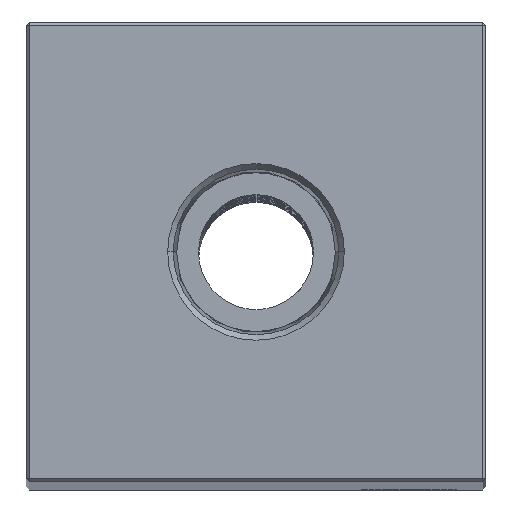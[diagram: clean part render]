
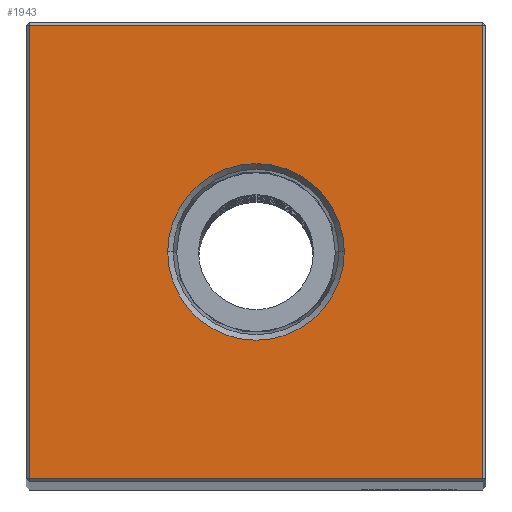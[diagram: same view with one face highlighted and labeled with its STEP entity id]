
A CAD part, top view. The second image highlights one B-rep face of the part: STEP entity #1943.
In plain terms, the highlighted planar face has unit normal (0, 0, 1).
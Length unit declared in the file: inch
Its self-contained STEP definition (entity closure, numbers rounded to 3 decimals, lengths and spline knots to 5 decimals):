
#453 = VECTOR ( 'NONE', #17707, 39.37008 ) ;
#652 = DIRECTION ( 'NONE',  ( 0., -1., 0. ) ) ;
#974 = EDGE_LOOP ( 'NONE', ( #19936, #14104 ) ) ;
#1078 = DIRECTION ( 'NONE',  ( 1., 0., 0. ) ) ;
#1943 = ADVANCED_FACE ( 'NONE', ( #9689, #11545 ), #18074, .F. ) ;
#2053 = LINE ( 'NONE', #10689, #8093 ) ;
#2157 = DIRECTION ( 'NONE',  ( 0., 0., 1. ) ) ;
#3200 = CARTESIAN_POINT ( 'NONE',  ( 0., -0.74, 15.25 ) ) ;
#3491 = DIRECTION ( 'NONE',  ( 0., 0., 1. ) ) ;
#3555 = VERTEX_POINT ( 'NONE', #21400 ) ;
#4343 = EDGE_CURVE ( 'NONE', #22289, #18886, #15418, .T. ) ;
#4488 = EDGE_CURVE ( 'NONE', #18886, #19109, #10278, .T. ) ;
#4646 = CARTESIAN_POINT ( 'NONE',  ( -0.74, 0., 15.25 ) ) ;
#4784 = CARTESIAN_POINT ( 'NONE',  ( 0.74, -0.74, 15.25 ) ) ;
#6320 = CARTESIAN_POINT ( 'NONE',  ( 0.288, 0., 15.25 ) ) ;
#6455 = DIRECTION ( 'NONE',  ( -1., 0., 0. ) ) ;
#6832 = DIRECTION ( 'NONE',  ( 1., 0., 0. ) ) ;
#7027 = EDGE_CURVE ( 'NONE', #19109, #18171, #24449, .T. ) ;
#7307 = DIRECTION ( 'NONE',  ( -1., 0., 0. ) ) ;
#7510 = AXIS2_PLACEMENT_3D ( 'NONE', #24854, #3491, #1078 ) ;
#7744 = DIRECTION ( 'NONE',  ( 1., 0., 0. ) ) ;
#8063 = EDGE_CURVE ( 'NONE', #18538, #3555, #27121, .T. ) ;
#8093 = VECTOR ( 'NONE', #6455, 39.37008 ) ;
#8964 = ORIENTED_EDGE ( 'NONE', *, *, #4343, .T. ) ;
#9420 = CARTESIAN_POINT ( 'NONE',  ( 0., 0., 15.25 ) ) ;
#9689 = FACE_OUTER_BOUND ( 'NONE', #11645, .T. ) ;
#10278 = LINE ( 'NONE', #3200, #24800 ) ;
#10689 = CARTESIAN_POINT ( 'NONE',  ( 0., 0.74, 15.25 ) ) ;
#11545 = FACE_BOUND ( 'NONE', #974, .T. ) ;
#11645 = EDGE_LOOP ( 'NONE', ( #8964, #13053, #26263, #25884 ) ) ;
#12600 = VECTOR ( 'NONE', #652, 39.37008 ) ;
#13012 = AXIS2_PLACEMENT_3D ( 'NONE', #9420, #15942, #7307 ) ;
#13053 = ORIENTED_EDGE ( 'NONE', *, *, #4488, .T. ) ;
#13795 = CARTESIAN_POINT ( 'NONE',  ( -0.74, 0.74, 15.25 ) ) ;
#14104 = ORIENTED_EDGE ( 'NONE', *, *, #15162, .F. ) ;
#15162 = EDGE_CURVE ( 'NONE', #3555, #18538, #18832, .T. ) ;
#15338 = CARTESIAN_POINT ( 'NONE',  ( 0., 0., 15.25 ) ) ;
#15418 = LINE ( 'NONE', #4646, #12600 ) ;
#15942 = DIRECTION ( 'NONE',  ( 0., 0., -1. ) ) ;
#17680 = AXIS2_PLACEMENT_3D ( 'NONE', #15338, #2157, #6832 ) ;
#17707 = DIRECTION ( 'NONE',  ( 0., 1., 0. ) ) ;
#18074 = PLANE ( 'NONE',  #13012 ) ;
#18171 = VERTEX_POINT ( 'NONE', #23048 ) ;
#18538 = VERTEX_POINT ( 'NONE', #6320 ) ;
#18832 = CIRCLE ( 'NONE', #7510, 0.288 ) ;
#18886 = VERTEX_POINT ( 'NONE', #22632 ) ;
#19109 = VERTEX_POINT ( 'NONE', #4784 ) ;
#19936 = ORIENTED_EDGE ( 'NONE', *, *, #8063, .F. ) ;
#21349 = EDGE_CURVE ( 'NONE', #18171, #22289, #2053, .T. ) ;
#21400 = CARTESIAN_POINT ( 'NONE',  ( -0.288, 0., 15.25 ) ) ;
#22289 = VERTEX_POINT ( 'NONE', #13795 ) ;
#22632 = CARTESIAN_POINT ( 'NONE',  ( -0.74, -0.74, 15.25 ) ) ;
#23048 = CARTESIAN_POINT ( 'NONE',  ( 0.74, 0.74, 15.25 ) ) ;
#24046 = CARTESIAN_POINT ( 'NONE',  ( 0.74, 0., 15.25 ) ) ;
#24449 = LINE ( 'NONE', #24046, #453 ) ;
#24800 = VECTOR ( 'NONE', #7744, 39.37008 ) ;
#24854 = CARTESIAN_POINT ( 'NONE',  ( 0., 0., 15.25 ) ) ;
#25884 = ORIENTED_EDGE ( 'NONE', *, *, #21349, .T. ) ;
#26263 = ORIENTED_EDGE ( 'NONE', *, *, #7027, .T. ) ;
#27121 = CIRCLE ( 'NONE', #17680, 0.288 ) ;
